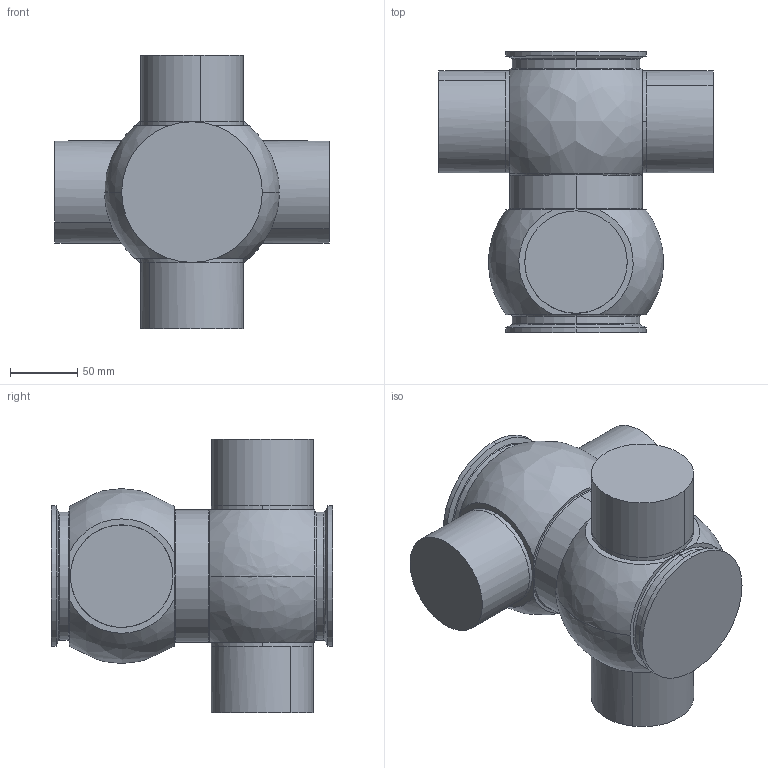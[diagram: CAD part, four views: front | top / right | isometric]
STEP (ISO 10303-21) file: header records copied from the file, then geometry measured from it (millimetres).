
FILE_DESCRIPTION (( 'STEP AP214' ), '1' );
FILE_NAME ('129960.STEP', '2018-05-09T20:28:36', ( '' ), ( '' ), 'SwSTEP 2.0', 'SolidWorks 2014', '' );
FILE_SCHEMA (( 'AUTOMOTIVE_DESIGN' ));
Length unit declared in the file: inch
Products named in the file (1): 129960
Bounding box: 203.96 x 209.55 x 203.84 mm (x, y, z)
Volume: 3009365.6 mm3; surface area: 150582.1 mm2
Topology: 1 solids, 1 shells, 65 faces, 158 edges, 97 vertices
Faces by surface type: cylinder 26, bspline 19, plane 16, cone 4
Entity records: 3891 total; most frequent: CARTESIAN_POINT 2419, ORIENTED_EDGE 308, DIRECTION 294, EDGE_CURVE 154, AXIS2_PLACEMENT_3D 126, VERTEX_POINT 97, CIRCLE 79, EDGE_LOOP 71
